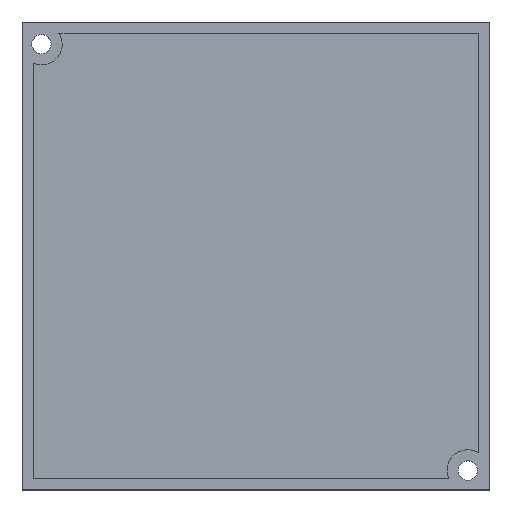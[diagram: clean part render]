
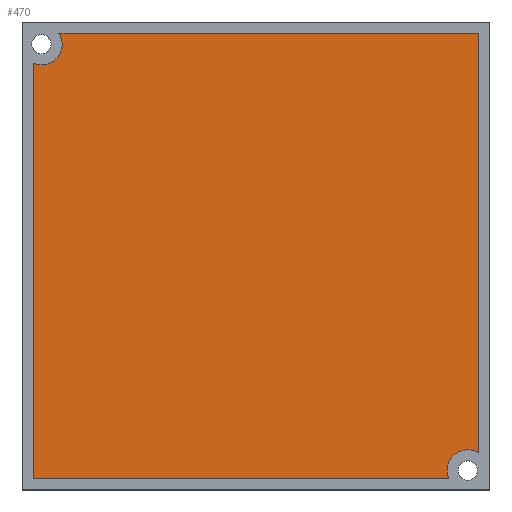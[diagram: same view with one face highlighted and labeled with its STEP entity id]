
A CAD part, top view. The second image highlights one B-rep face of the part: STEP entity #470.
In plain terms, the highlighted planar face has unit normal (0, 0, 1).
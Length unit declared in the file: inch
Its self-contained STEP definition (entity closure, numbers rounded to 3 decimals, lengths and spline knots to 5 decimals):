
#129=CARTESIAN_POINT('',(0.1378,3.16929,0.34646));
#130=DIRECTION('',(0.,0.,-1.));
#131=DIRECTION('',(0.846,0.533,0.));
#132=AXIS2_PLACEMENT_3D('',#129,#130,#131);
#143=DIRECTION('',(1.,0.,0.));
#144=VECTOR('',#143,2.95524);
#145=CARTESIAN_POINT('',(0.07874,0.07874,
0.34646));
#146=LINE('',#145,#144);
#147=DIRECTION('',(0.,-1.,0.));
#148=VECTOR('',#147,2.95524);
#149=CARTESIAN_POINT('',(0.07874,3.03398,0.34646));
#150=LINE('',#149,#148);
#151=DIRECTION('',(-1.,0.,0.));
#152=VECTOR('',#151,2.98535);
#153=CARTESIAN_POINT('',(3.24803,3.24803,0.34646));
#154=LINE('',#153,#152);
#155=DIRECTION('',(0.,1.,0.));
#156=VECTOR('',#155,2.98535);
#157=CARTESIAN_POINT('',(3.24803,0.26268,0.34646));
#158=LINE('',#157,#156);
#167=CARTESIAN_POINT('',(3.16929,0.1378,0.34646));
#168=DIRECTION('',(0.,0.,-1.));
#169=DIRECTION('',(-0.917,-0.4,0.));
#170=AXIS2_PLACEMENT_3D('',#167,#168,#169);
#213=CARTESIAN_POINT('',(0.07874,0.07874,
0.34646));
#214=CARTESIAN_POINT('',(3.03398,0.07874,0.34646));
#215=VERTEX_POINT('',#213);
#216=VERTEX_POINT('',#214);
#217=CARTESIAN_POINT('',(3.24803,0.26268,0.34646));
#218=CARTESIAN_POINT('',(3.24803,3.24803,0.34646));
#219=VERTEX_POINT('',#217);
#220=VERTEX_POINT('',#218);
#221=CARTESIAN_POINT('',(0.26268,3.24803,0.34646));
#222=VERTEX_POINT('',#221);
#223=CARTESIAN_POINT('',(0.07874,3.03398,0.34646));
#224=VERTEX_POINT('',#223);
#454=CARTESIAN_POINT('',(0.,0.,0.34646));
#455=DIRECTION('',(0.,0.,1.));
#456=DIRECTION('',(1.,0.,0.));
#457=AXIS2_PLACEMENT_3D('',#454,#455,#456);
#458=PLANE('',#457);
#459=ORIENTED_EDGE('',*,*,#419,.F.);
#460=ORIENTED_EDGE('',*,*,#434,.F.);
#461=ORIENTED_EDGE('',*,*,#445,.F.);
#463=ORIENTED_EDGE('',*,*,#462,.F.);
#465=ORIENTED_EDGE('',*,*,#464,.F.);
#467=ORIENTED_EDGE('',*,*,#466,.F.);
#468=EDGE_LOOP('',(#459,#460,#461,#463,#465,#467));
#469=FACE_OUTER_BOUND('',#468,.F.);
#470=ADVANCED_FACE('',(#469),#458,.T.);
#133=CIRCLE('',#132,0.14764);
#171=CIRCLE('',#170,0.14764);
#419=EDGE_CURVE('',#215,#216,#146,.T.);
#434=EDGE_CURVE('',#224,#215,#150,.T.);
#445=EDGE_CURVE('',#222,#224,#133,.T.);
#462=EDGE_CURVE('',#220,#222,#154,.T.);
#464=EDGE_CURVE('',#219,#220,#158,.T.);
#466=EDGE_CURVE('',#216,#219,#171,.T.);
